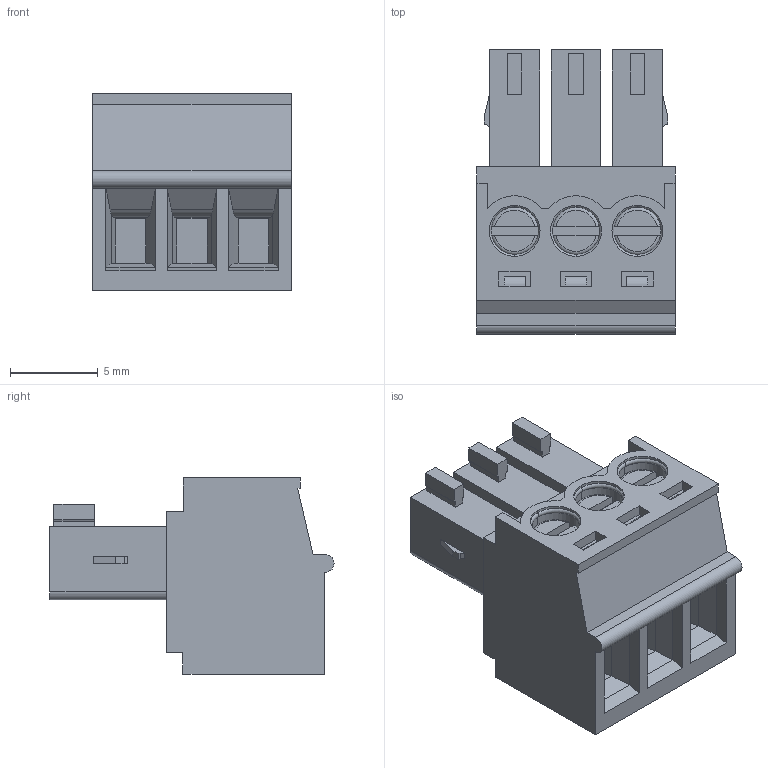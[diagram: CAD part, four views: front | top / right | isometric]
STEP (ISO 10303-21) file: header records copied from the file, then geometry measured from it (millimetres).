
FILE_DESCRIPTION( ('This file contains a STEP AP42 implementation' ,'as created by ZW3D STEP Interface translator.') ,'2;1' );
FILE_NAME( 'WJ15EDGK-3.5-03P-00A.stp' ,'231228. 93846', (''), ('ZWCAD Software Co.'), 'Version 1.0', 'ZW3D to STEP translator', '' );
FILE_SCHEMA(('AUTOMOTIVE_DESIGN { 1 0 10303 214 1 1 1 1 }'));
Length unit declared in the file: millimetre
Products named in the file (2): 0; WJ15EDGK-350-03P-00A
Bounding box: 11.3 x 16.21 x 11.2 mm (x, y, z)
Volume: 1144.2 mm3; surface area: 1249.7 mm2
Topology: 1 solids, 1 shells, 287 faces, 701 edges, 448 vertices
Faces by surface type: plane 187, cylinder 64, torus 24, cone 12
Entity records: 8778 total; most frequent: CARTESIAN_POINT 1617, DIRECTION 1423, ORIENTED_EDGE 1402, EDGE_CURVE 701, VECTOR 483, LINE 483, AXIS2_PLACEMENT_3D 470, VERTEX_POINT 448
